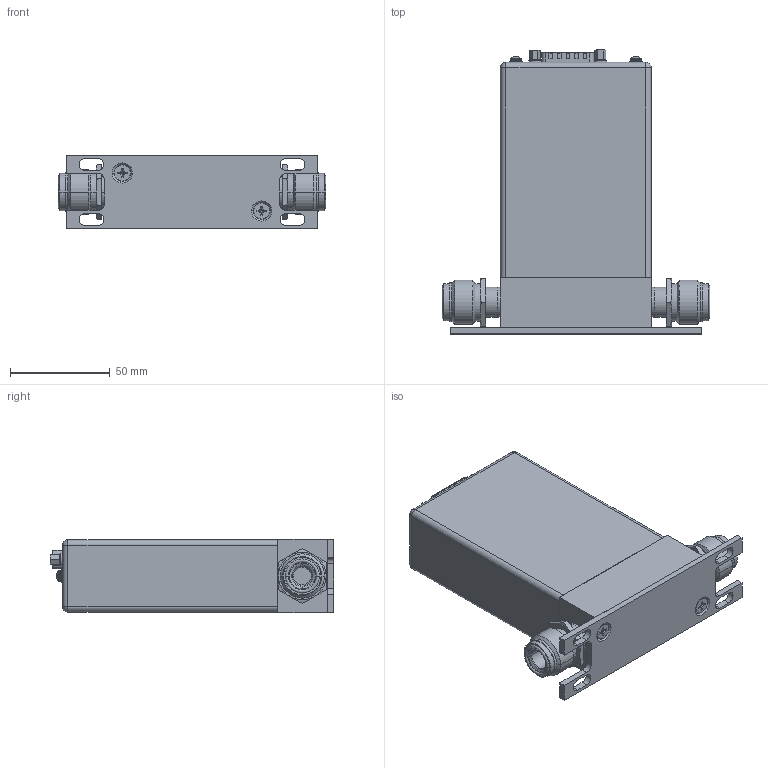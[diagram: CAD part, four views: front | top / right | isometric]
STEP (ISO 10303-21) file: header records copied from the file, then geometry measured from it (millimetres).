
FILE_DESCRIPTION((''),'2;1');
FILE_NAME('GM50A_4-20_8VCR_ASM','2015-08-07T',('cockrofm'),(''),'PRO/ENGINEER BY PARAMETRIC TECHNOLOGY CORPORATION, 2011490','PRO/ENGINEER BY PARAMETRIC TECHNOLOGY CORPORATION, 2011490','');
FILE_SCHEMA(('CONFIG_CONTROL_DESIGN'));
Length unit declared in the file: inch
Products named in the file (15): PRT0132; PRT0133; PRT0134; 1-2_TUBE_ASM_1_ASM_ASM; PRT0135; PRT0136; PRT0137; PRT0138; PRT0139; PRT0140; PRT0141; 4-20_1-2_TUBE_ASM_3_ASM_ASM; GE50A_4-20_1-2_TUBE_ASM_ASM; 1052580-001; GM50A_4-20_8VCR_ASM
Assembly tree (19 placements, depth 5):
  GM50A_4-20_8VCR_ASM
    GE50A_4-20_1-2_TUBE_ASM_ASM
      4-20_1-2_TUBE_ASM_3_ASM_ASM
        1-2_TUBE_ASM_1_ASM_ASM
          PRT0132
          PRT0133
          PRT0134  x2
        PRT0135
        PRT0136
        PRT0137
        PRT0138  x2
        PRT0139  x2
        PRT0140  x2
        PRT0141
    1052580-001  x2
Bounding box: 134.11 x 142.34 x 36.83 mm (x, y, z)
Volume: 123929.9 mm3; surface area: 90720.2 mm2
Topology: 16 solids, 22 shells, 1081 faces, 2545 edges, 1591 vertices
Faces by surface type: cylinder 433, plane 420, extrusion 72, cone 68, torus 65, sphere 18, bspline 5
Entity records: 27610 total; most frequent: CARTESIAN_POINT 6556, DIRECTION 4487, ORIENTED_EDGE 4096, EDGE_CURVE 2060, AXIS2_PLACEMENT_3D 1690, VERTEX_POINT 1340, VECTOR 1107, LINE 1055
